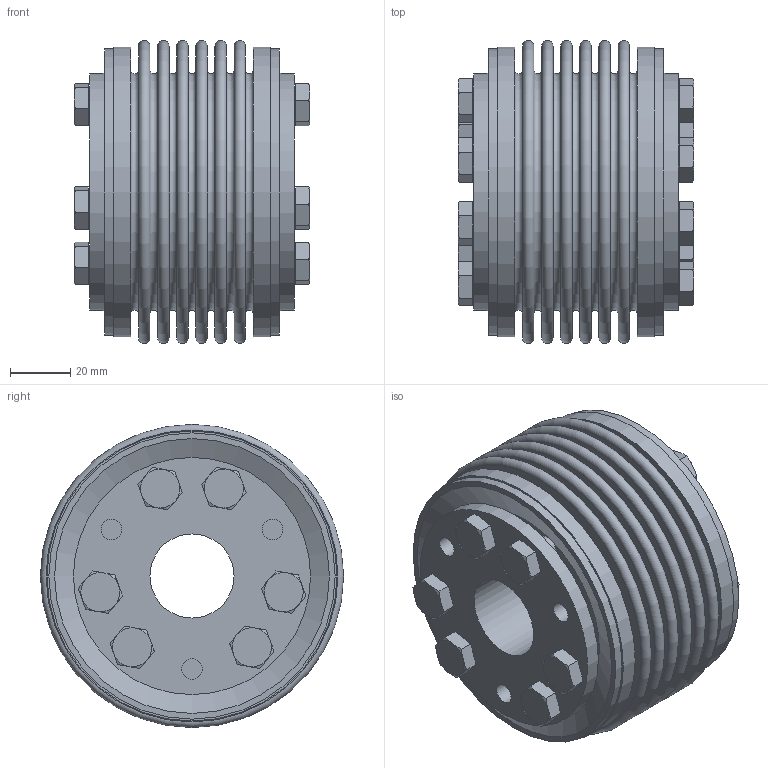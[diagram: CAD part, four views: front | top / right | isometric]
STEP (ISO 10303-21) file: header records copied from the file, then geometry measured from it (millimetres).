
FILE_DESCRIPTION( ( 'Unknown' ), '1' );
FILE_NAME( 'KSD 270.stp', 'Unknown', ( 'Unknown' ), ( 'Unknown' ), 'PSStep 10.1', 'Unknown', ' ' );
FILE_SCHEMA( ( 'AUTOMOTIVE_DESIGN { 1 0 10303 214 1 1 1 1 }' ) );
Length unit declared in the file: millimetre
Products named in the file (1): KT100089-oa12
Bounding box: 78.6 x 101 x 101 mm (x, y, z)
Volume: 308801.8 mm3; surface area: 168238.7 mm2
Topology: 1 solids, 1 shells, 338 faces, 748 edges, 488 vertices
Faces by surface type: plane 162, cone 80, cylinder 66, torus 30
Full cylindrical faces by diameter (mm): 6.8 x18, 8 x12, 8.6 x12, 11.4 x12, 28 x2, 48.1 x2, 74 x2, 79 x2, 95.4 x2, 96.6 x2
Entity records: 11256 total; most frequent: CARTESIAN_POINT 1839, DIRECTION 1386, ORIENTED_EDGE 1164, AXIS2_PLACEMENT_3D 621, EDGE_CURVE 582, EDGE_LOOP 556, FACE_OUTER_BOUND 434, VERTEX_POINT 426
